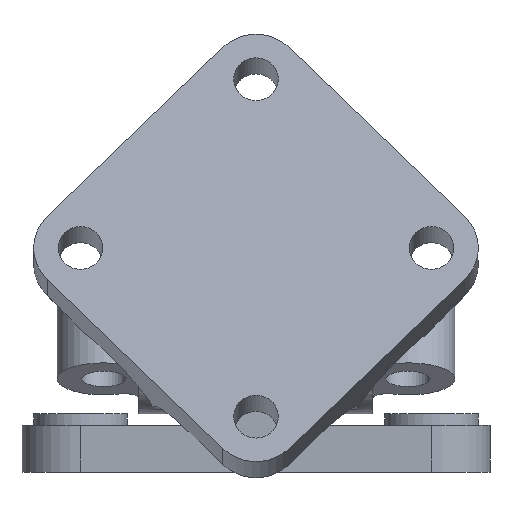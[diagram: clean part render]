
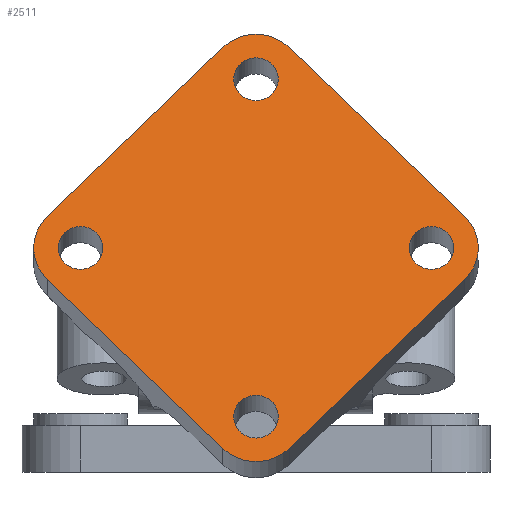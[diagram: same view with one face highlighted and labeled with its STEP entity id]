
A CAD part, front view. The second image highlights one B-rep face of the part: STEP entity #2511.
In plain terms, the highlighted planar face has unit normal (0, -0.961, 0.275).
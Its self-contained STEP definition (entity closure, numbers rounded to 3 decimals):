
#108=FACE_BOUND('',#473,.T.);
#109=FACE_BOUND('',#474,.T.);
#110=FACE_BOUND('',#475,.T.);
#111=FACE_BOUND('',#476,.T.);
#161=PLANE('',#2869);
#293=FACE_OUTER_BOUND('',#472,.T.);
#472=EDGE_LOOP('',(#2243,#2244,#2245,#2246,#2247,#2248,#2249,#2250));
#473=EDGE_LOOP('',(#2251));
#474=EDGE_LOOP('',(#2252));
#475=EDGE_LOOP('',(#2253));
#476=EDGE_LOOP('',(#2254));
#633=LINE('',#4423,#813);
#636=LINE('',#4430,#816);
#638=LINE('',#4435,#818);
#639=LINE('',#4439,#819);
#813=VECTOR('',#3521,10.);
#816=VECTOR('',#3530,10.);
#818=VECTOR('',#3536,10.);
#819=VECTOR('',#3541,10.);
#938=CIRCLE('',#2744,1.9);
#940=CIRCLE('',#2747,1.9);
#942=CIRCLE('',#2750,1.9);
#944=CIRCLE('',#2753,1.9);
#948=CIRCLE('',#2760,4.);
#952=CIRCLE('',#2767,4.);
#995=CIRCLE('',#2866,4.);
#996=CIRCLE('',#2868,4.);
#1134=VERTEX_POINT('',#4113);
#1136=VERTEX_POINT('',#4119);
#1138=VERTEX_POINT('',#4125);
#1140=VERTEX_POINT('',#4131);
#1149=VERTEX_POINT('',#4222);
#1150=VERTEX_POINT('',#4224);
#1167=VERTEX_POINT('',#4263);
#1168=VERTEX_POINT('',#4265);
#1201=VERTEX_POINT('',#4422);
#1202=VERTEX_POINT('',#4428);
#1203=VERTEX_POINT('',#4433);
#1204=VERTEX_POINT('',#4438);
#1434=EDGE_CURVE('',#1134,#1134,#938,.T.);
#1437=EDGE_CURVE('',#1136,#1136,#940,.T.);
#1440=EDGE_CURVE('',#1138,#1138,#942,.T.);
#1443=EDGE_CURVE('',#1140,#1140,#944,.T.);
#1454=EDGE_CURVE('',#1150,#1149,#948,.T.);
#1474=EDGE_CURVE('',#1168,#1167,#952,.T.);
#1524=EDGE_CURVE('',#1201,#1150,#633,.T.);
#1529=EDGE_CURVE('',#1167,#1202,#636,.T.);
#1532=EDGE_CURVE('',#1149,#1203,#638,.T.);
#1534=EDGE_CURVE('',#1204,#1168,#639,.T.);
#1576=EDGE_CURVE('',#1203,#1204,#995,.T.);
#1577=EDGE_CURVE('',#1202,#1201,#996,.T.);
#2243=ORIENTED_EDGE('',*,*,#1474,.T.);
#2244=ORIENTED_EDGE('',*,*,#1529,.T.);
#2245=ORIENTED_EDGE('',*,*,#1577,.T.);
#2246=ORIENTED_EDGE('',*,*,#1524,.T.);
#2247=ORIENTED_EDGE('',*,*,#1454,.T.);
#2248=ORIENTED_EDGE('',*,*,#1532,.T.);
#2249=ORIENTED_EDGE('',*,*,#1576,.T.);
#2250=ORIENTED_EDGE('',*,*,#1534,.T.);
#2251=ORIENTED_EDGE('',*,*,#1434,.T.);
#2252=ORIENTED_EDGE('',*,*,#1437,.T.);
#2253=ORIENTED_EDGE('',*,*,#1440,.T.);
#2254=ORIENTED_EDGE('',*,*,#1443,.T.);
#2511=ADVANCED_FACE('',(#293,#108,#109,#110,#111),#161,.T.);
#2744=AXIS2_PLACEMENT_3D('',#4115,#3345,#3346);
#2747=AXIS2_PLACEMENT_3D('',#4121,#3352,#3353);
#2750=AXIS2_PLACEMENT_3D('',#4127,#3359,#3360);
#2753=AXIS2_PLACEMENT_3D('',#4133,#3366,#3367);
#2760=AXIS2_PLACEMENT_3D('',#4225,#3385,#3386);
#2767=AXIS2_PLACEMENT_3D('',#4266,#3415,#3416);
#2866=AXIS2_PLACEMENT_3D('',#4527,#3652,#3653);
#2868=AXIS2_PLACEMENT_3D('',#4529,#3656,#3657);
#2869=AXIS2_PLACEMENT_3D('',#4530,#3658,#3659);
#3345=DIRECTION('center_axis',(0.,0.961,-0.275));
#3346=DIRECTION('ref_axis',(1.,0.,0.));
#3352=DIRECTION('center_axis',(0.,0.961,-0.275));
#3353=DIRECTION('ref_axis',(1.,0.,0.));
#3359=DIRECTION('center_axis',(0.,0.961,-0.275));
#3360=DIRECTION('ref_axis',(1.,0.,0.));
#3366=DIRECTION('center_axis',(0.,0.961,-0.275));
#3367=DIRECTION('ref_axis',(1.,0.,0.));
#3385=DIRECTION('center_axis',(0.,-0.961,0.275));
#3386=DIRECTION('ref_axis',(1.,0.,0.));
#3415=DIRECTION('center_axis',(0.,-0.961,0.275));
#3416=DIRECTION('ref_axis',(1.,0.,0.));
#3521=DIRECTION('',(-0.707,-0.195,-0.68));
#3530=DIRECTION('',(-0.707,0.195,0.68));
#3536=DIRECTION('',(0.707,-0.195,-0.68));
#3541=DIRECTION('',(0.707,0.195,0.68));
#3652=DIRECTION('center_axis',(0.,-0.961,0.275));
#3653=DIRECTION('ref_axis',(1.,0.,0.));
#3656=DIRECTION('center_axis',(0.,-0.961,0.275));
#3657=DIRECTION('ref_axis',(1.,0.,0.));
#3658=DIRECTION('center_axis',(0.,-0.961,0.275));
#3659=DIRECTION('ref_axis',(1.,0.,0.));
#4113=CARTESIAN_POINT('',(13.1,-22.45,15.168));
#4115=CARTESIAN_POINT('Origin',(15.,-22.45,15.168));
#4119=CARTESIAN_POINT('',(-1.9,-26.579,0.748));
#4121=CARTESIAN_POINT('Origin',(0.,-26.579,0.748));
#4125=CARTESIAN_POINT('',(-1.9,-18.322,29.589));
#4127=CARTESIAN_POINT('Origin',(0.,-18.322,
29.589));
#4131=CARTESIAN_POINT('',(-16.9,-22.45,15.168));
#4133=CARTESIAN_POINT('Origin',(-15.,-22.45,15.168));
#4222=CARTESIAN_POINT('',(-17.828,-23.229,12.449));
#4224=CARTESIAN_POINT('',(-17.828,-21.672,17.887));
#4225=CARTESIAN_POINT('Origin',(-15.,-22.45,15.168));
#4263=CARTESIAN_POINT('',(17.828,-21.672,17.887));
#4265=CARTESIAN_POINT('',(17.828,-23.229,12.449));
#4266=CARTESIAN_POINT('Origin',(15.,-22.45,15.168));
#4422=CARTESIAN_POINT('',(-2.828,-17.543,32.308));
#4423=CARTESIAN_POINT('',(-17.828,-21.672,17.887));
#4428=CARTESIAN_POINT('',(2.828,-17.543,32.308));
#4430=CARTESIAN_POINT('',(2.828,-17.543,32.308));
#4433=CARTESIAN_POINT('',(-2.828,-27.358,-1.972));
#4435=CARTESIAN_POINT('',(-2.828,-27.358,-1.972));
#4438=CARTESIAN_POINT('',(2.828,-27.358,-1.972));
#4439=CARTESIAN_POINT('',(17.828,-23.229,12.449));
#4527=CARTESIAN_POINT('Origin',(0.,-26.579,0.748));
#4529=CARTESIAN_POINT('Origin',(0.,-18.322,
29.589));
#4530=CARTESIAN_POINT('Origin',(0.,-22.45,15.168));
